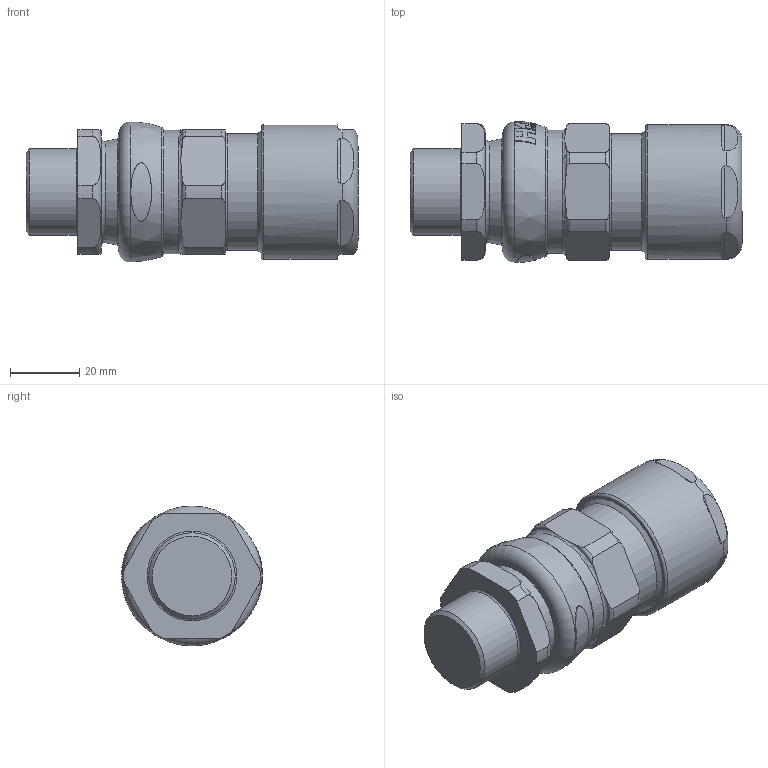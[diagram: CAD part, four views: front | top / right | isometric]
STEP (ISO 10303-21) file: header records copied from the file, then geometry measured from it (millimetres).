
FILE_DESCRIPTION(/* description */ (''),/* implementation_level */ '2;1');
FILE_NAME(/* name */ '701_X B.stp',/* time_stamp */ '2019-08-02T22:51:49+05:00',/* author */ ('vinaykumark'),/* organization */ (''),/* preprocessor_version */ 'ST-DEVELOPER v16.13',/* originating_system */ 'Autodesk Inventor 2018',/* authorisation */ '');
FILE_SCHEMA (('AUTOMOTIVE_DESIGN { 1 0 10303 214 3 1 1 }'));
Length unit declared in the file: millimetre
Products named in the file (1): 701_X A
Bounding box: 96.08 x 40.8 x 40.5 mm (x, y, z)
Volume: 135332.8 mm3; surface area: 37818.2 mm2
Topology: 9 solids, 9 shells, 729 faces, 1950 edges, 1251 vertices
Faces by surface type: plane 314, torus 138, cylinder 103, cone 88, bspline 86
Full cylindrical faces by diameter (mm): 25 x1, 26.2 x1, 26.6 x1, 29.3 x1, 30.2 x1, 30.3 x1, 30.5 x2, 31.2 x1, 31.3 x1, 33.24 x1, 33.52 x1, 33.72 x1, 34.6 x1, 35.65 x1, 36 x1, 39 x1
Entity records: 27099 total; most frequent: CARTESIAN_POINT 9152, ORIENTED_EDGE 3760, DIRECTION 3472, EDGE_CURVE 1880, AXIS2_PLACEMENT_3D 1472, VERTEX_POINT 1238, EDGE_LOOP 826, STYLED_ITEM 738
